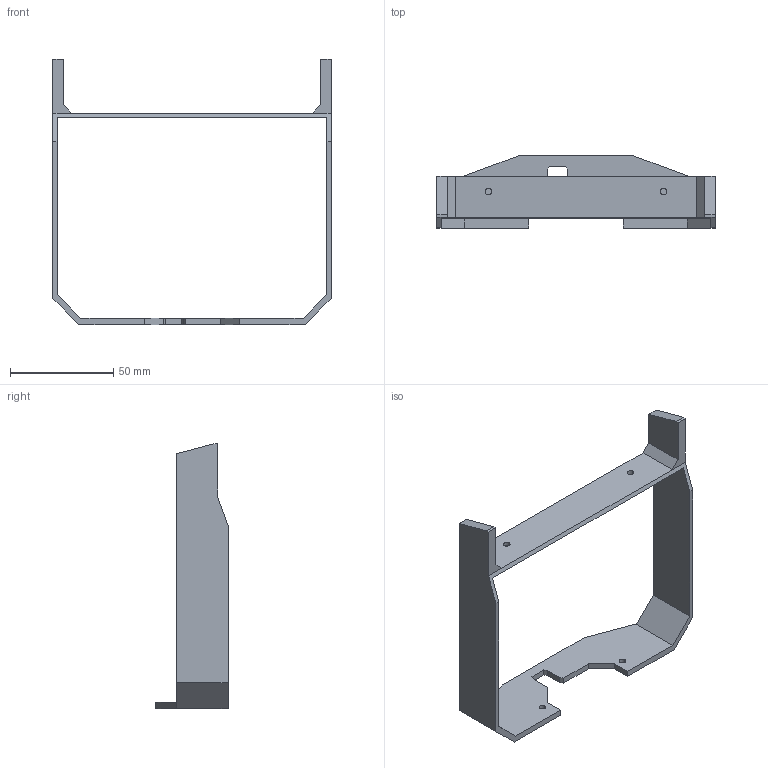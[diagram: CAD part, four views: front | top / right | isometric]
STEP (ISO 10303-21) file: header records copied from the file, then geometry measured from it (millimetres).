
FILE_DESCRIPTION (( 'STEP AP203' ), '1' );
FILE_NAME ('Bumper.step', '2023-12-20T10:36:22', ( '' ), ( '' ), 'SwSTEP 2.0', 'SolidWorks 2022', '' );
FILE_SCHEMA (( 'CONFIG_CONTROL_DESIGN' ));
Length unit declared in the file: millimetre
Products named in the file (1): Bumper
Bounding box: 135 x 35 x 128.58 mm (x, y, z)
Volume: 29498.2 mm3; surface area: 25768.7 mm2
Topology: 1 solids, 1 shells, 48 faces, 140 edges, 92 vertices
Faces by surface type: plane 40, cylinder 8
Entity records: 1665 total; most frequent: CARTESIAN_POINT 281, ORIENTED_EDGE 280, DIRECTION 254, EDGE_CURVE 140, LINE 124, VECTOR 124, VERTEX_POINT 92, AXIS2_PLACEMENT_3D 65
